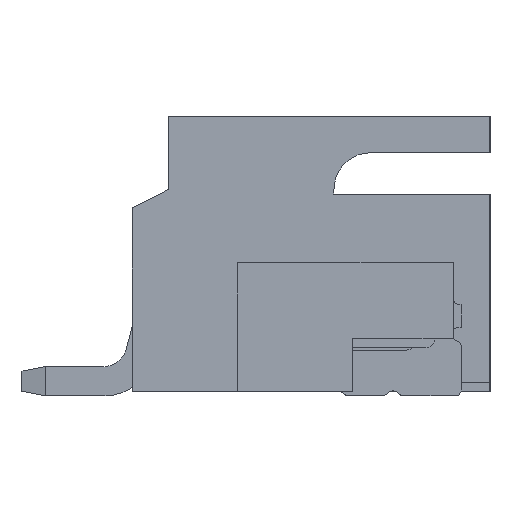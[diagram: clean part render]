
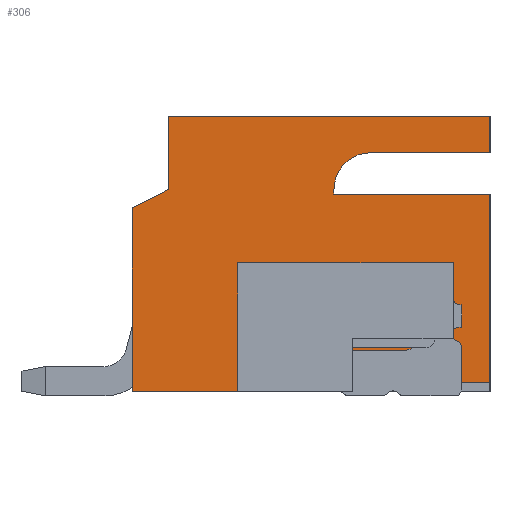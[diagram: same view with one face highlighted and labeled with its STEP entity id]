
A CAD part, left-side view. The second image highlights one B-rep face of the part: STEP entity #306.
In plain terms, the highlighted planar face has unit normal (-1, 0, 0).
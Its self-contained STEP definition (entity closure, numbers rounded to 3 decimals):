
#74=CARTESIAN_POINT('',(-6.25,1.6,-0.2));
#75=VERTEX_POINT('',#74);
#82=CARTESIAN_POINT('',(-6.25,1.6,-3.));
#83=VERTEX_POINT('',#82);
#84=CARTESIAN_POINT('',(-6.25,1.6,-0.2));
#85=DIRECTION('',(0.,0.,-1.));
#86=VECTOR('',#85,2.8);
#87=LINE('',#84,#86);
#88=EDGE_CURVE('',#75,#83,#87,.T.);
#152=CARTESIAN_POINT('',(-6.25,-3.1,-0.2));
#153=VERTEX_POINT('',#152);
#160=CARTESIAN_POINT('',(-6.25,-3.1,-0.2));
#161=DIRECTION('',(0.,1.,0.));
#162=VECTOR('',#161,4.7);
#163=LINE('',#160,#162);
#164=EDGE_CURVE('',#153,#75,#163,.T.);
#170=CARTESIAN_POINT('',(-6.25,0.,0.));
#171=DIRECTION('',(0.,-1.,0.));
#172=DIRECTION('',(-1.,0.,0.));
#173=AXIS2_PLACEMENT_3D('',#170,#172,#171);
#174=PLANE('',#173);
#175=CARTESIAN_POINT('',(-6.25,-3.9,1.3));
#176=VERTEX_POINT('',#175);
#177=CARTESIAN_POINT('',(-6.25,-0.5,1.3));
#178=VERTEX_POINT('',#177);
#179=CARTESIAN_POINT('',(-6.25,-3.9,1.3));
#180=DIRECTION('',(0.,1.,0.));
#181=VECTOR('',#180,3.4);
#182=LINE('',#179,#181);
#183=EDGE_CURVE('',#176,#178,#182,.T.);
#184=ORIENTED_EDGE('',*,*,#183,.T.);
#185=CARTESIAN_POINT('',(-6.25,-0.5,1.4));
#186=VERTEX_POINT('',#185);
#187=CARTESIAN_POINT('',(-6.25,-0.5,1.3));
#188=DIRECTION('',(0.,0.,1.));
#189=VECTOR('',#188,0.1);
#190=LINE('',#187,#189);
#191=EDGE_CURVE('',#178,#186,#190,.T.);
#192=ORIENTED_EDGE('',*,*,#191,.T.);
#193=CARTESIAN_POINT('',(-6.25,-1.3,2.2));
#194=VERTEX_POINT('',#193);
#195=CARTESIAN_POINT('',(-6.25,-1.3,1.4));
#196=DIRECTION('',(0.,1.,0.));
#197=DIRECTION('',(1.,0.,0.));
#198=AXIS2_PLACEMENT_3D('',#195,#197,#196);
#199=CIRCLE('',#198,0.8);
#200=EDGE_CURVE('',#186,#194,#199,.T.);
#201=ORIENTED_EDGE('',*,*,#200,.T.);
#202=CARTESIAN_POINT('',(-6.25,-3.9,2.2));
#203=VERTEX_POINT('',#202);
#204=CARTESIAN_POINT('',(-6.25,-1.3,2.2));
#205=DIRECTION('',(0.,-1.,0.));
#206=VECTOR('',#205,2.6);
#207=LINE('',#204,#206);
#208=EDGE_CURVE('',#194,#203,#207,.T.);
#209=ORIENTED_EDGE('',*,*,#208,.T.);
#210=CARTESIAN_POINT('',(-6.25,-3.9,3.));
#211=VERTEX_POINT('',#210);
#212=CARTESIAN_POINT('',(-6.25,-3.9,2.2));
#213=DIRECTION('',(0.,0.,1.));
#214=VECTOR('',#213,0.8);
#215=LINE('',#212,#214);
#216=EDGE_CURVE('',#203,#211,#215,.T.);
#217=ORIENTED_EDGE('',*,*,#216,.T.);
#218=CARTESIAN_POINT('',(-6.25,3.1,3.));
#219=VERTEX_POINT('',#218);
#220=CARTESIAN_POINT('',(-6.25,-3.9,3.));
#221=DIRECTION('',(0.,1.,0.));
#222=VECTOR('',#221,7.);
#223=LINE('',#220,#222);
#224=EDGE_CURVE('',#211,#219,#223,.T.);
#225=ORIENTED_EDGE('',*,*,#224,.T.);
#226=CARTESIAN_POINT('',(-6.25,3.1,1.4));
#227=VERTEX_POINT('',#226);
#228=CARTESIAN_POINT('',(-6.25,3.1,3.));
#229=DIRECTION('',(0.,0.,-1.));
#230=VECTOR('',#229,1.6);
#231=LINE('',#228,#230);
#232=EDGE_CURVE('',#219,#227,#231,.T.);
#233=ORIENTED_EDGE('',*,*,#232,.T.);
#234=CARTESIAN_POINT('',(-6.25,3.9,1.));
#235=VERTEX_POINT('',#234);
#236=CARTESIAN_POINT('',(-6.25,3.1,1.4));
#237=DIRECTION('',(0.,0.894,-0.447));
#238=VECTOR('',#237,0.894);
#239=LINE('',#236,#238);
#240=EDGE_CURVE('',#227,#235,#239,.T.);
#241=ORIENTED_EDGE('',*,*,#240,.T.);
#242=CARTESIAN_POINT('',(-6.25,3.9,-3.));
#243=VERTEX_POINT('',#242);
#244=CARTESIAN_POINT('',(-6.25,3.9,1.));
#245=DIRECTION('',(0.,0.,-1.));
#246=VECTOR('',#245,4.);
#247=LINE('',#244,#246);
#248=EDGE_CURVE('',#235,#243,#247,.T.);
#249=ORIENTED_EDGE('',*,*,#248,.T.);
#250=CARTESIAN_POINT('',(-6.25,3.9,-3.));
#251=DIRECTION('',(0.,-1.,0.));
#252=VECTOR('',#251,2.3);
#253=LINE('',#250,#252);
#254=EDGE_CURVE('',#243,#83,#253,.T.);
#255=ORIENTED_EDGE('',*,*,#254,.T.);
#256=ORIENTED_EDGE('',*,*,#88,.F.);
#257=ORIENTED_EDGE('',*,*,#164,.F.);
#258=CARTESIAN_POINT('',(-6.25,-3.1,-0.675));
#259=VERTEX_POINT('',#258);
#260=CARTESIAN_POINT('',(-6.25,-3.1,-0.2));
#261=DIRECTION('',(0.,0.,-1.));
#262=VECTOR('',#261,0.475);
#263=LINE('',#260,#262);
#264=EDGE_CURVE('',#153,#259,#263,.T.);
#265=ORIENTED_EDGE('',*,*,#264,.T.);
#266=CARTESIAN_POINT('',(-6.25,-3.1,-2.048));
#267=VERTEX_POINT('',#266);
#268=CARTESIAN_POINT('',(-6.25,-3.1,-0.675));
#269=DIRECTION('',(0.,0.,-1.));
#270=VECTOR('',#269,1.373);
#271=LINE('',#268,#270);
#272=EDGE_CURVE('',#259,#267,#271,.T.);
#273=ORIENTED_EDGE('',*,*,#272,.T.);
#274=CARTESIAN_POINT('',(-6.25,-0.9,-2.048));
#275=VERTEX_POINT('',#274);
#276=CARTESIAN_POINT('',(-6.25,-3.1,-2.048));
#277=DIRECTION('',(0.,1.,0.));
#278=VECTOR('',#277,2.2);
#279=LINE('',#276,#278);
#280=EDGE_CURVE('',#267,#275,#279,.T.);
#281=ORIENTED_EDGE('',*,*,#280,.T.);
#282=CARTESIAN_POINT('',(-6.25,-0.9,-2.8));
#283=VERTEX_POINT('',#282);
#284=CARTESIAN_POINT('',(-6.25,-0.9,-2.048));
#285=DIRECTION('',(0.,0.,-1.));
#286=VECTOR('',#285,0.752);
#287=LINE('',#284,#286);
#288=EDGE_CURVE('',#275,#283,#287,.T.);
#289=ORIENTED_EDGE('',*,*,#288,.T.);
#290=CARTESIAN_POINT('',(-6.25,-3.9,-2.8));
#291=VERTEX_POINT('',#290);
#292=CARTESIAN_POINT('',(-6.25,-0.9,-2.8));
#293=DIRECTION('',(0.,-1.,0.));
#294=VECTOR('',#293,3.);
#295=LINE('',#292,#294);
#296=EDGE_CURVE('',#283,#291,#295,.T.);
#297=ORIENTED_EDGE('',*,*,#296,.T.);
#298=CARTESIAN_POINT('',(-6.25,-3.9,-2.8));
#299=DIRECTION('',(0.,0.,1.));
#300=VECTOR('',#299,4.1);
#301=LINE('',#298,#300);
#302=EDGE_CURVE('',#291,#176,#301,.T.);
#303=ORIENTED_EDGE('',*,*,#302,.T.);
#304=EDGE_LOOP('',(#184,#192,#201,#209,#217,#225,#233,#241,#249,#255,#256,#257,#265,#273,#281,#289,#297,#303));
#305=FACE_OUTER_BOUND('',#304,.T.);
#306=ADVANCED_FACE('',(#305),#174,.T.);
